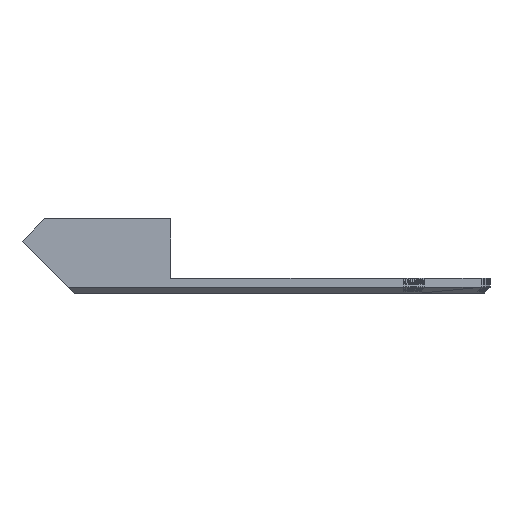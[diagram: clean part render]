
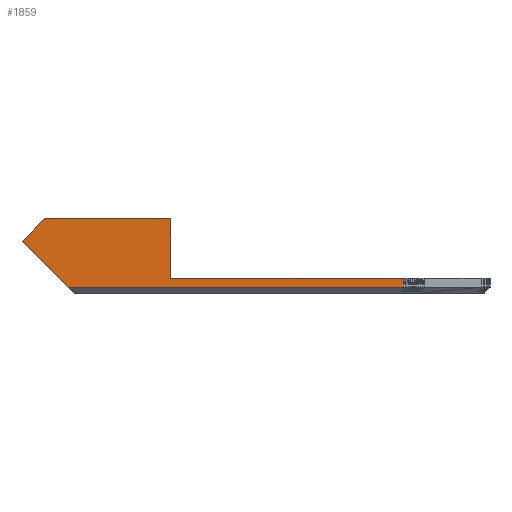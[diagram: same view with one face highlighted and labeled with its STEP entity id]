
A CAD part, front view. The second image highlights one B-rep face of the part: STEP entity #1859.
In plain terms, the highlighted planar face has unit normal (0, -1, 0).
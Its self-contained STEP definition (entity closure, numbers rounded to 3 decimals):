
#32 = VERTEX_POINT('',#33);
#33 = CARTESIAN_POINT('',(115.829,67.813,3.5)
  );
#39 = EDGE_CURVE('',#32,#40,#42,.T.);
#40 = VERTEX_POINT('',#41);
#41 = CARTESIAN_POINT('',(117.329,67.813,5.)
  );
#42 = LINE('',#43,#44);
#43 = CARTESIAN_POINT('',(115.829,67.813,3.5)
  );
#44 = VECTOR('',#45,1.);
#45 = DIRECTION('',(0.707,0.,0.707));
#62 = EDGE_CURVE('',#63,#40,#65,.T.);
#63 = VERTEX_POINT('',#64);
#64 = CARTESIAN_POINT('',(125.829,67.813,5.)
  );
#65 = LINE('',#66,#67);
#66 = CARTESIAN_POINT('',(125.829,67.813,5.)
  );
#67 = VECTOR('',#68,1.);
#68 = DIRECTION('',(-1.,0.,0.));
#1859 = ADVANCED_FACE('',(#1860),#1902,.T.);
#1860 = FACE_BOUND('',#1861,.T.);
#1861 = EDGE_LOOP('',(#1862,#1863,#1871,#1879,#1887,#1895,#1901));
#1862 = ORIENTED_EDGE('',*,*,#39,.F.);
#1863 = ORIENTED_EDGE('',*,*,#1864,.T.);
#1864 = EDGE_CURVE('',#32,#1865,#1867,.T.);
#1865 = VERTEX_POINT('',#1866);
#1866 = CARTESIAN_POINT('',(118.929,67.813,
    0.4));
#1867 = LINE('',#1868,#1869);
#1868 = CARTESIAN_POINT('',(115.829,67.813,
    3.5));
#1869 = VECTOR('',#1870,1.);
#1870 = DIRECTION('',(0.707,0.,-0.707));
#1871 = ORIENTED_EDGE('',*,*,#1872,.T.);
#1872 = EDGE_CURVE('',#1865,#1873,#1875,.T.);
#1873 = VERTEX_POINT('',#1874);
#1874 = CARTESIAN_POINT('',(141.501,67.813,0.4
    ));
#1875 = LINE('',#1876,#1877);
#1876 = CARTESIAN_POINT('',(118.929,67.813,
    0.4));
#1877 = VECTOR('',#1878,1.);
#1878 = DIRECTION('',(1.,0.,0.));
#1879 = ORIENTED_EDGE('',*,*,#1880,.T.);
#1880 = EDGE_CURVE('',#1873,#1881,#1883,.T.);
#1881 = VERTEX_POINT('',#1882);
#1882 = CARTESIAN_POINT('',(141.501,67.813,1.));
#1883 = LINE('',#1884,#1885);
#1884 = CARTESIAN_POINT('',(141.501,67.813,0.4
    ));
#1885 = VECTOR('',#1886,1.);
#1886 = DIRECTION('',(0.,0.,1.));
#1887 = ORIENTED_EDGE('',*,*,#1888,.T.);
#1888 = EDGE_CURVE('',#1881,#1889,#1891,.T.);
#1889 = VERTEX_POINT('',#1890);
#1890 = CARTESIAN_POINT('',(125.829,67.813,1.));
#1891 = LINE('',#1892,#1893);
#1892 = CARTESIAN_POINT('',(141.501,67.813,1.));
#1893 = VECTOR('',#1894,1.);
#1894 = DIRECTION('',(-1.,0.,0.));
#1895 = ORIENTED_EDGE('',*,*,#1896,.T.);
#1896 = EDGE_CURVE('',#1889,#63,#1897,.T.);
#1897 = LINE('',#1898,#1899);
#1898 = CARTESIAN_POINT('',(125.829,67.813,1.));
#1899 = VECTOR('',#1900,1.);
#1900 = DIRECTION('',(0.,0.,1.));
#1901 = ORIENTED_EDGE('',*,*,#62,.T.);
#1902 = PLANE('',#1903);
#1903 = AXIS2_PLACEMENT_3D('',#1904,#1905,#1906);
#1904 = CARTESIAN_POINT('',(128.221,67.813,
    1.68));
#1905 = DIRECTION('',(-0.,-1.,-0.));
#1906 = DIRECTION('',(0.,0.,-1.));
